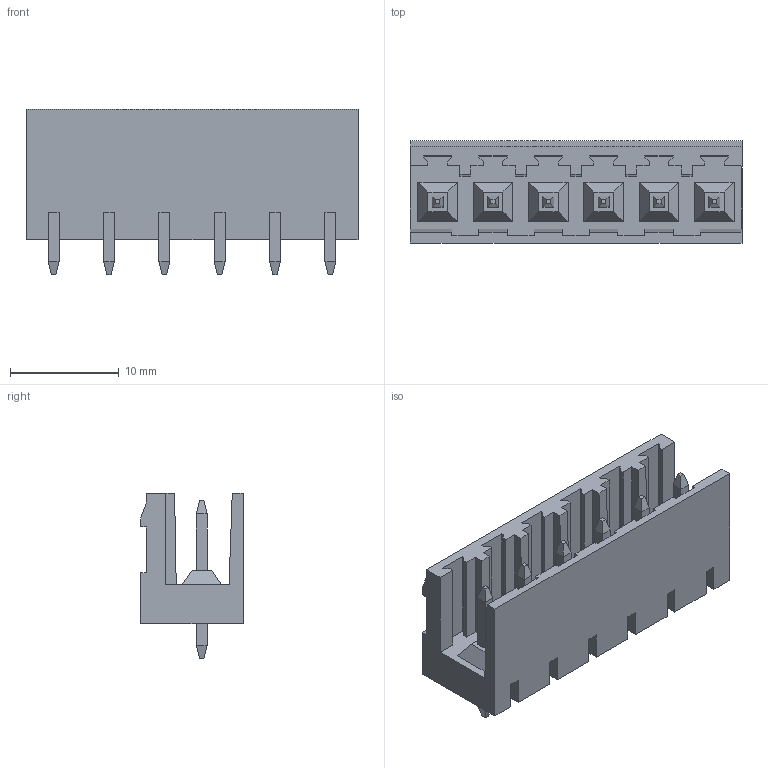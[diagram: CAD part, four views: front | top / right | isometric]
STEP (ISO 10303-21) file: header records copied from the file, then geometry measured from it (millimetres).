
FILE_DESCRIPTION(('CATIA V5 STEP Exchange','CAx-IF Rec.Pracs.--- Model Styling and Organization---1.2---2011-12-15'),'2;1');
FILE_NAME ('D1450148_0_1239960000_1239960000.stp','2018-11-02T07:41:48+00:00',('none'),('Weidmueller'),'CATIA Version 5-6 Release 2014','CATIA V5 STEP AP214','none');
FILE_SCHEMA(('AUTOMOTIVE_DESIGN { 1 0 10303 214 1 1 1 1 }'));
Length unit declared in the file: millimetre
Products named in the file (1): 1239960000
Bounding box: 30.48 x 9.4 x 15.2 mm (x, y, z)
Volume: 1285.6 mm3; surface area: 2815.9 mm2
Topology: 7 solids, 7 shells, 270 faces, 730 edges, 480 vertices
Faces by surface type: plane 270
Entity records: 7766 total; most frequent: ORIENTED_EDGE 1460, CARTESIAN_POINT 1442, DIRECTION 1012, EDGE_CURVE 730, VECTOR 670, LINE 670, VERTEX_POINT 480, EDGE_LOOP 288
